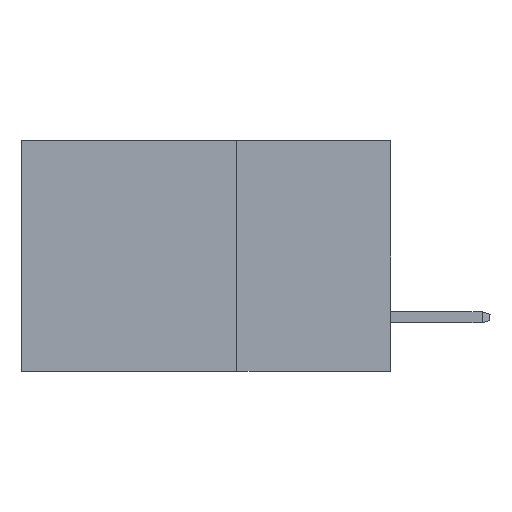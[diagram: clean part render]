
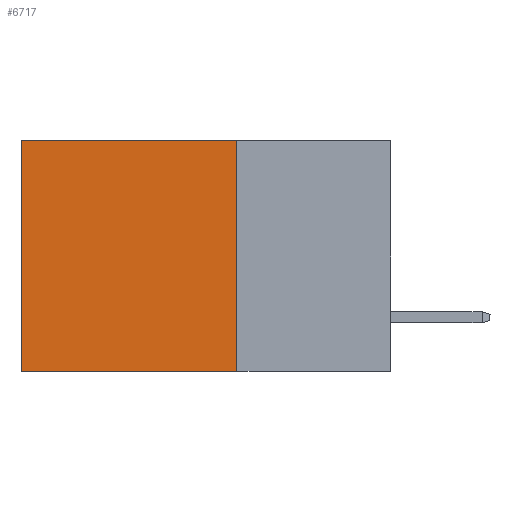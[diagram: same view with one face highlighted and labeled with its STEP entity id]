
A CAD part, left-side view. The second image highlights one B-rep face of the part: STEP entity #6717.
In plain terms, the highlighted planar face has unit normal (-1, 0, 0).
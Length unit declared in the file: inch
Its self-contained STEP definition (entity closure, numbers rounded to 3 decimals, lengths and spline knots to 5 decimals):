
#75 = CARTESIAN_POINT ( 'NONE',  ( 0.2875, 0.25, 0. ) ) ;
#631 = VERTEX_POINT ( 'NONE', #5956 ) ;
#643 = DIRECTION ( 'NONE',  ( 1., 0., 0. ) ) ;
#661 = LINE ( 'NONE', #75, #6775 ) ;
#674 = ORIENTED_EDGE ( 'NONE', *, *, #7663, .F. ) ;
#699 = DIRECTION ( 'NONE',  ( 0., 0., -1. ) ) ;
#709 = EDGE_LOOP ( 'NONE', ( #3996, #3595, #674, #2483 ) ) ;
#1040 = DIRECTION ( 'NONE',  ( 0., 0., -1. ) ) ;
#1355 = VERTEX_POINT ( 'NONE', #1418 ) ;
#1418 = CARTESIAN_POINT ( 'NONE',  ( 0.2875, 0.6, -0.375 ) ) ;
#2053 = DIRECTION ( 'NONE',  ( 0., 1., 0. ) ) ;
#2467 = CARTESIAN_POINT ( 'NONE',  ( 0.2875, 0.6, -0.375 ) ) ;
#2483 = ORIENTED_EDGE ( 'NONE', *, *, #3131, .T. ) ;
#2861 = EDGE_CURVE ( 'NONE', #4170, #1355, #7879, .T. ) ;
#2952 = LINE ( 'NONE', #4922, #6925 ) ;
#3131 = EDGE_CURVE ( 'NONE', #7410, #631, #661, .T. ) ;
#3196 = EDGE_CURVE ( 'NONE', #631, #1355, #4306, .T. ) ;
#3595 = ORIENTED_EDGE ( 'NONE', *, *, #2861, .F. ) ;
#3860 = FACE_OUTER_BOUND ( 'NONE', #709, .T. ) ;
#3913 = DIRECTION ( 'NONE',  ( 0., 0., -1. ) ) ;
#3996 = ORIENTED_EDGE ( 'NONE', *, *, #3196, .T. ) ;
#4170 = VERTEX_POINT ( 'NONE', #8357 ) ;
#4306 = LINE ( 'NONE', #2467, #7387 ) ;
#4507 = CARTESIAN_POINT ( 'NONE',  ( 0.2875, 0.25, -0.375 ) ) ;
#4922 = CARTESIAN_POINT ( 'NONE',  ( 0.2875, 0.25, -0.375 ) ) ;
#5089 = AXIS2_PLACEMENT_3D ( 'NONE', #4507, #643, #699 ) ;
#5956 = CARTESIAN_POINT ( 'NONE',  ( 0.2875, 0.6, 0. ) ) ;
#6130 = CARTESIAN_POINT ( 'NONE',  ( 0.2875, 0.25, 0. ) ) ;
#6717 = ADVANCED_FACE ( 'NONE', ( #3860 ), #7669, .F. ) ;
#6775 = VECTOR ( 'NONE', #7068, 39.37008 ) ;
#6925 = VECTOR ( 'NONE', #1040, 39.37008 ) ;
#7068 = DIRECTION ( 'NONE',  ( 0., 1., 0. ) ) ;
#7387 = VECTOR ( 'NONE', #3913, 39.37008 ) ;
#7410 = VERTEX_POINT ( 'NONE', #6130 ) ;
#7589 = VECTOR ( 'NONE', #2053, 39.37008 ) ;
#7663 = EDGE_CURVE ( 'NONE', #7410, #4170, #2952, .T. ) ;
#7669 = PLANE ( 'NONE',  #5089 ) ;
#7879 = LINE ( 'NONE', #7896, #7589 ) ;
#7896 = CARTESIAN_POINT ( 'NONE',  ( 0.2875, 0.25, -0.375 ) ) ;
#8357 = CARTESIAN_POINT ( 'NONE',  ( 0.2875, 0.25, -0.375 ) ) ;
